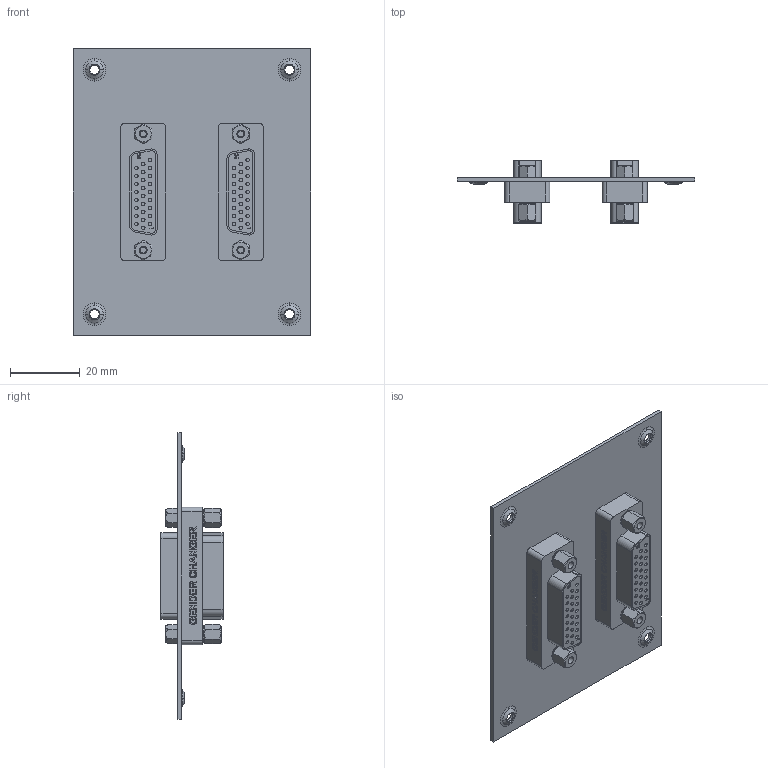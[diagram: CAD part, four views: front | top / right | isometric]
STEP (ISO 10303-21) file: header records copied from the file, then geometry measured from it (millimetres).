
FILE_DESCRIPTION (( 'STEP AP214' ), '1' );
FILE_NAME ('USP2HDB26FB.STEP', '2017-05-31T19:28:56', ( 'L-Com' ), ( 'L-Com Global Connectivity' ), 'SwSTEP 2.0', 'SolidWorks 2014', '' );
FILE_SCHEMA (( 'AUTOMOTIVE_DESIGN' ));
Length unit declared in the file: inch
Products named in the file (8): USP2HDB26FB; DGBH26F; SDHS-PROD_DEFAULT; 1AJ10-001; SDH26S_Without Mounting Flange and Solder Cups; DGB15F-MA1_GENDER CHANGER; USP230_with out screws; USP230
Assembly tree (11 placements, depth 3):
  USP2HDB26FB
    USP230_with out screws
      USP230
    DGBH26F  x2
      DGB15F-MA1_GENDER CHANGER
      SDH26S_Without Mounting Flange and Solder Cups
      1AJ10-001
      SDHS-PROD_DEFAULT
Bounding box: 68.07 x 17.81 x 82.04 mm (x, y, z)
Volume: 15562.6 mm3; surface area: 20137.1 mm2
Topology: 15 solids, 15 shells, 1820 faces, 4388 edges, 2792 vertices
Faces by surface type: plane 724, cylinder 462, cone 272, bspline 258, sphere 64, torus 40
Entity records: 33265 total; most frequent: CARTESIAN_POINT 10902, ORIENTED_EDGE 3474, DIRECTION 3125, EDGE_CURVE 1737, VERTEX_POINT 1120, AXIS2_PLACEMENT_3D 1055, VECTOR 1015, LINE 1015
